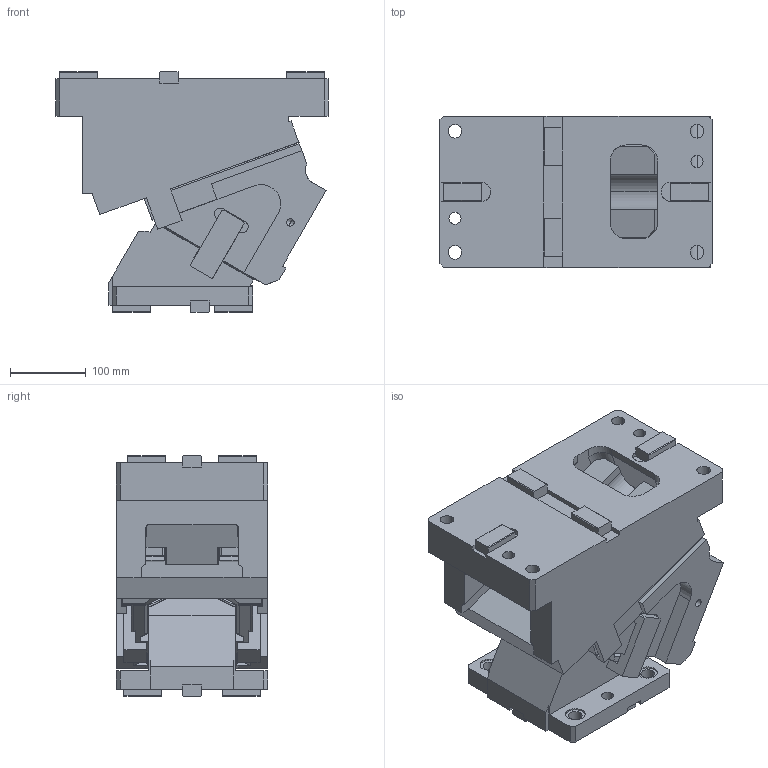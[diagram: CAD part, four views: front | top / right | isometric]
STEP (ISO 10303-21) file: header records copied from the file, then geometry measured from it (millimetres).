
FILE_DESCRIPTION(('CATIA V5 STEP Exchange'),'2;1');
FILE_NAME('CACV_200_30.stp','2015-04-24T14:13:32+00:00',('none'),('none'),'CATIA Version 5 Release 19 SP 2 (IN-10)','CATIA V5 STEP AP203','none');
FILE_SCHEMA(('CONFIG_CONTROL_DESIGN'));
Length unit declared in the file: millimetre
Products named in the file (1): CACV_200_30
Bounding box: 360 x 200 x 318 mm (x, y, z)
Volume: 12814620.2 mm3; surface area: 821944.4 mm2
Topology: 3 solids, 4 shells, 549 faces, 1608 edges, 1054 vertices
Faces by surface type: plane 384, cylinder 141, bspline 12, cone 10, torus 2
Entity records: 18229 total; most frequent: CARTESIAN_POINT 4363, ORIENTED_EDGE 3140, DIRECTION 2388, EDGE_CURVE 1570, VECTOR 1276, LINE 1276, VERTEX_POINT 1042, AXIS2_PLACEMENT_3D 644
